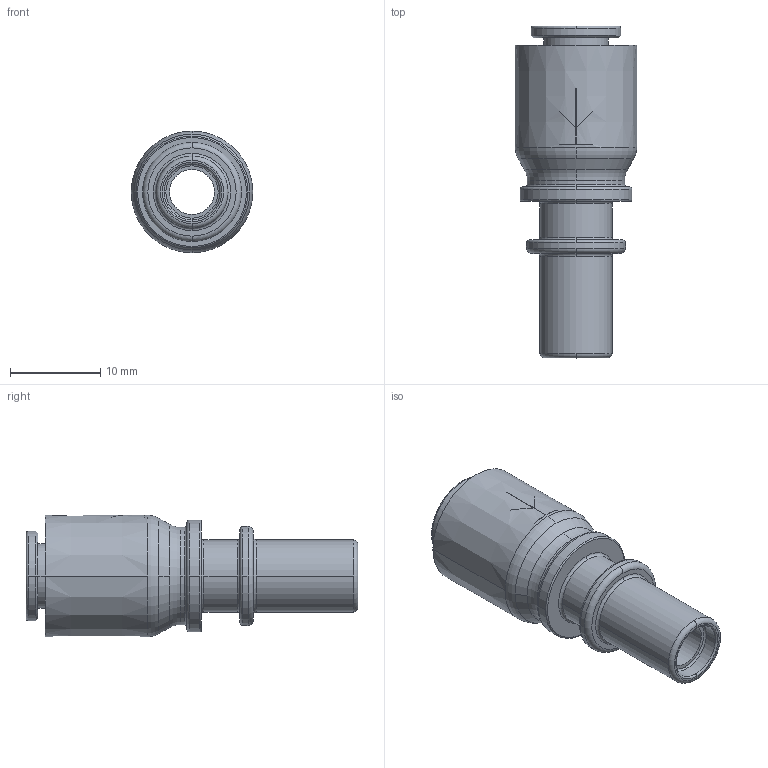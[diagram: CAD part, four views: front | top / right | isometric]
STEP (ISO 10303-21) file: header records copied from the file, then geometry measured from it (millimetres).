
FILE_DESCRIPTION(('STEP AP214'),'1');
FILE_NAME('7960_05_06.stp','2016-07-07T14:32:27',('TraceParts'),('TraceParts S.A.'),'Spatial InterOp 3D',' ',' ');
FILE_SCHEMA(('automotive_design'));
Length unit declared in the file: millimetre
Products named in the file (1): 1
Bounding box: 13.5 x 36.85 x 13.5 mm (x, y, z)
Volume: 2557.9 mm3; surface area: 2236.4 mm2
Topology: 1 solids, 1 shells, 81 faces, 220 edges, 150 vertices
Faces by surface type: torus 28, plane 27, cylinder 20, cone 6
Entity records: 2689 total; most frequent: DIRECTION 540, CARTESIAN_POINT 452, ORIENTED_EDGE 440, AXIS2_PLACEMENT_3D 238, EDGE_CURVE 220, CIRCLE 152, VERTEX_POINT 150, EDGE_LOOP 92
